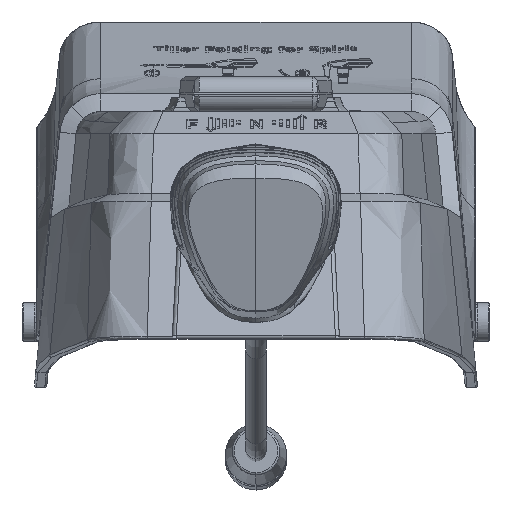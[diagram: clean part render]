
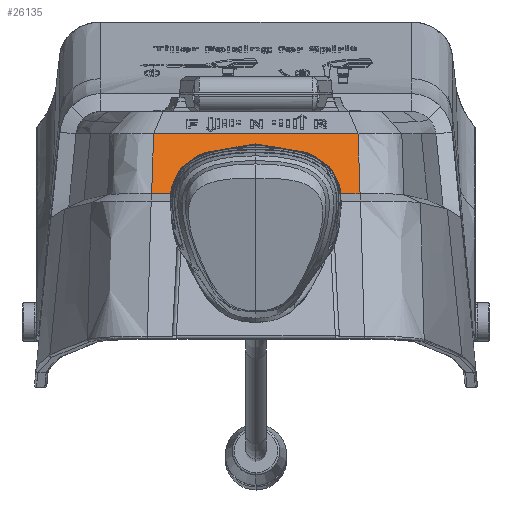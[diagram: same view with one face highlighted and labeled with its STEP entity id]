
A CAD part, front view. The second image highlights one B-rep face of the part: STEP entity #26135.
In plain terms, the highlighted planar face has unit normal (0, -0.921, 0.389).
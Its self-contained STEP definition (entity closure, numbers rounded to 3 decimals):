
#3878 = DIRECTION ( 'NONE',  ( -1., 0., 0. ) ) ;
#4259 = EDGE_CURVE ( 'NONE', #163896, #91218, #160647, .T. ) ;
#4863 = CARTESIAN_POINT ( 'NONE',  ( -11.412, -459.046, 14.145 ) ) ;
#5436 = CARTESIAN_POINT ( 'NONE',  ( 0.83, -457.459, 17.91 ) ) ;
#8630 = DIRECTION ( 'NONE',  ( -1., 0., 0. ) ) ;
#8771 = CARTESIAN_POINT ( 'NONE',  ( 16.752, -461.719, 7.82 ) ) ;
#14681 = VECTOR ( 'NONE', #8630, 1000. ) ;
#18033 = CARTESIAN_POINT ( 'NONE',  ( 5.996, -457.864, 16.95 ) ) ;
#18596 = CARTESIAN_POINT ( 'NONE',  ( -6.901, -457.999, 16.627 ) ) ;
#20308 = CARTESIAN_POINT ( 'NONE',  ( -5.666, -457.817, 17.058 ) ) ;
#20504 = CARTESIAN_POINT ( 'NONE',  ( -24.973, -455.545, 22.437 ) ) ;
#20612 = ORIENTED_EDGE ( 'NONE', *, *, #63138, .F. ) ;
#24355 = ORIENTED_EDGE ( 'NONE', *, *, #27769, .F. ) ;
#26135 = ADVANCED_FACE ( 'NONE', ( #35940 ), #45117, .F. ) ;
#27769 = EDGE_CURVE ( 'NONE', #108584, #162175, #115633, .T. ) ;
#27979 = B_SPLINE_CURVE_WITH_KNOTS ( 'NONE', 3,
 ( #151690, #74081, #152804, #87829 ),
 .UNSPECIFIED., .F., .F.,
 ( 4, 4 ),
 ( 0., 0.016 ),
 .UNSPECIFIED. ) ;
#31205 = CARTESIAN_POINT ( 'NONE',  ( 10.63, -458.838, 14.644 ) ) ;
#32330 = CARTESIAN_POINT ( 'NONE',  ( -15.023, -460.539, 10.607 ) ) ;
#32493 = ORIENTED_EDGE ( 'NONE', *, *, #4259, .T. ) ;
#32538 = ORIENTED_EDGE ( 'NONE', *, *, #36305, .T. ) ;
#33453 = CARTESIAN_POINT ( 'NONE',  ( 8.397, -458.283, 15.96 ) ) ;
#33689 = CARTESIAN_POINT ( 'NONE',  ( 24.917, -455.551, 22.437 ) ) ;
#34008 = CARTESIAN_POINT ( 'NONE',  ( 16.752, -461.719, 7.82 ) ) ;
#35940 = FACE_OUTER_BOUND ( 'NONE', #72581, .T. ) ;
#36305 = EDGE_CURVE ( 'NONE', #97429, #162175, #27979, .T. ) ;
#39003 = ORIENTED_EDGE ( 'NONE', *, *, #77071, .T. ) ;
#42962 = VERTEX_POINT ( 'NONE', #8771 ) ;
#44388 = CARTESIAN_POINT ( 'NONE',  ( 11.328, -459.048, 14.147 ) ) ;
#45117 = PLANE ( 'NONE',  #133965 ) ;
#45519 = CARTESIAN_POINT ( 'NONE',  ( -13.34, -459.752, 12.473 ) ) ;
#46621 = CARTESIAN_POINT ( 'NONE',  ( -14.498, -460.267, 11.252 ) ) ;
#47200 = CARTESIAN_POINT ( 'NONE',  ( 14.942, -460.539, 10.616 ) ) ;
#52959 = ORIENTED_EDGE ( 'NONE', *, *, #84857, .T. ) ;
#54306 = CARTESIAN_POINT ( 'NONE',  ( 25.426, -461.72, 7.82 ) ) ;
#56229 = VECTOR ( 'NONE', #136631, 1000. ) ;
#57559 = CARTESIAN_POINT ( 'NONE',  ( 12.651, -459.497, 13.084 ) ) ;
#58119 = CARTESIAN_POINT ( 'NONE',  ( -0.271, -457.459, 17.909 ) ) ;
#59238 = CARTESIAN_POINT ( 'NONE',  ( 1.704, -457.484, 17.85 ) ) ;
#59824 = CARTESIAN_POINT ( 'NONE',  ( -9.267, -458.46, 15.534 ) ) ;
#60058 = CARTESIAN_POINT ( 'NONE',  ( 25.265, -459.664, 12.692 ) ) ;
#60971 = CARTESIAN_POINT ( 'NONE',  ( 13.267, -459.74, 12.508 ) ) ;
#63138 = EDGE_CURVE ( 'NONE', #163896, #42962, #115987, .T. ) ;
#63618 = CARTESIAN_POINT ( 'NONE',  ( -16.81, -461.715, 7.82 ) ) ;
#66024 = CARTESIAN_POINT ( 'NONE',  ( -0.029, -461.717, 7.82 ) ) ;
#68637 = CARTESIAN_POINT ( 'NONE',  ( 34.502, -461.721, 7.82 ) ) ;
#70185 = CARTESIAN_POINT ( 'NONE',  ( -0.492, -457.461, 17.904 ) ) ;
#70754 = CARTESIAN_POINT ( 'NONE',  ( -3.559, -457.59, 17.598 ) ) ;
#71298 = CARTESIAN_POINT ( 'NONE',  ( 4.723, -457.714, 17.306 ) ) ;
#71542 = CARTESIAN_POINT ( 'NONE',  ( 25.095, -457.607, 17.565 ) ) ;
#72436 = CARTESIAN_POINT ( 'NONE',  ( 4.295, -457.669, 17.412 ) ) ;
#72581 = EDGE_LOOP ( 'NONE', ( #32493, #39003, #32538, #24355, #52959, #20612 ) ) ;
#73251 = CARTESIAN_POINT ( 'NONE',  ( 25.426, -461.72, 7.82 ) ) ;
#73919 = CARTESIAN_POINT ( 'NONE',  ( -0.028, -455.548, 22.437 ) ) ;
#74081 = CARTESIAN_POINT ( 'NONE',  ( -25.152, -457.601, 17.565 ) ) ;
#77071 = EDGE_CURVE ( 'NONE', #91218, #97429, #155900, .T. ) ;
#83028 = CARTESIAN_POINT ( 'NONE',  ( -0.029, -461.717, 7.82 ) ) ;
#84467 = CARTESIAN_POINT ( 'NONE',  ( -12.398, -459.387, 13.337 ) ) ;
#84857 = EDGE_CURVE ( 'NONE', #108584, #42962, #133258, .T. ) ;
#85597 = CARTESIAN_POINT ( 'NONE',  ( 3.004, -457.56, 17.67 ) ) ;
#87829 = CARTESIAN_POINT ( 'NONE',  ( -25.484, -461.714, 7.82 ) ) ;
#90992 = CARTESIAN_POINT ( 'NONE',  ( 24.917, -455.551, 22.437 ) ) ;
#91218 = VERTEX_POINT ( 'NONE', #90992 ) ;
#96548 = CARTESIAN_POINT ( 'NONE',  ( 3.436, -457.592, 17.595 ) ) ;
#97429 = VERTEX_POINT ( 'NONE', #20504 ) ;
#98763 = CARTESIAN_POINT ( 'NONE',  ( -16.42, -461.405, 8.554 ) ) ;
#99344 = CARTESIAN_POINT ( 'NONE',  ( 16.362, -461.409, 8.554 ) ) ;
#105492 = DIRECTION ( 'NONE',  ( -1., 0., 0. ) ) ;
#108584 = VERTEX_POINT ( 'NONE', #63618 ) ;
#109577 = CARTESIAN_POINT ( 'NONE',  ( 10.269, -458.738, 14.882 ) ) ;
#110144 = CARTESIAN_POINT ( 'NONE',  ( -15.984, -461.108, 9.258 ) ) ;
#111265 = CARTESIAN_POINT ( 'NONE',  ( -8.506, -458.291, 15.935 ) ) ;
#111826 = CARTESIAN_POINT ( 'NONE',  ( 6.814, -457.989, 16.655 ) ) ;
#114683 = CARTESIAN_POINT ( 'NONE',  ( 14.13, -460.129, 11.586 ) ) ;
#115633 = LINE ( 'NONE', #83028, #56229 ) ;
#115987 = LINE ( 'NONE', #66024, #169034 ) ;
#122733 = CARTESIAN_POINT ( 'NONE',  ( 4.081, -457.649, 17.46 ) ) ;
#123857 = CARTESIAN_POINT ( 'NONE',  ( -2.257, -457.512, 17.782 ) ) ;
#124428 = CARTESIAN_POINT ( 'NONE',  ( -0.934, -457.467, 17.888 ) ) ;
#124983 = CARTESIAN_POINT ( 'NONE',  ( 9.162, -458.451, 15.561 ) ) ;
#133258 = B_SPLINE_CURVE_WITH_KNOTS ( 'NONE', 3,
 ( #146142, #98763, #110144, #32330, #46621, #136391, #45519, #137512, #84467, #4863, #148902, #59824, #111265, #149475, #18596, #136954, #20308, #161557, #70754, #123857, #163791, #162117, #124428, #70185, #58119, #5436, #59238, #85597, #96548, #122733, #72436, #71298, #162668, #18033, #111826, #33453, #124983, #109577, #31205, #44388, #135831, #57559, #60971, #114683, #165497, #47200, #152860, #140926, #99344, #34008 ),
 .UNSPECIFIED., .F., .F.,
 ( 4, 2, 2, 2, 2, 2, 2, 2, 2, 2, 2, 2, 2, 2, 2, 2, 2, 2, 2, 2, 2, 2, 2, 2, 4 ),
 ( 0., 0.003, 0.005, 0.007, 0.008, 0.011, 0.013, 0.014, 0.016, 0.018, 0.02, 0.02, 0.021, 0.024, 0.025, 0.026, 0.026, 0.029, 0.032, 0.033, 0.034, 0.037, 0.038, 0.039, 0.042 ),
 .UNSPECIFIED. ) ;
#133965 = AXIS2_PLACEMENT_3D ( 'NONE', #68637, #134303, #3878 ) ;
#134303 = DIRECTION ( 'NONE',  ( 0., 0.921, -0.389 ) ) ;
#135831 = CARTESIAN_POINT ( 'NONE',  ( 11.666, -459.157, 13.889 ) ) ;
#136391 = CARTESIAN_POINT ( 'NONE',  ( -13.639, -459.878, 12.173 ) ) ;
#136631 = DIRECTION ( 'NONE',  ( -1., 0., 0. ) ) ;
#136954 = CARTESIAN_POINT ( 'NONE',  ( -6.08, -457.874, 16.924 ) ) ;
#137512 = CARTESIAN_POINT ( 'NONE',  ( -12.719, -459.506, 13.055 ) ) ;
#139666 = CARTESIAN_POINT ( 'NONE',  ( -25.484, -461.714, 7.82 ) ) ;
#140926 = CARTESIAN_POINT ( 'NONE',  ( 15.924, -461.11, 9.262 ) ) ;
#146142 = CARTESIAN_POINT ( 'NONE',  ( -16.81, -461.715, 7.82 ) ) ;
#148902 = CARTESIAN_POINT ( 'NONE',  ( -10.72, -458.838, 14.639 ) ) ;
#149475 = CARTESIAN_POINT ( 'NONE',  ( -7.309, -458.068, 16.464 ) ) ;
#151690 = CARTESIAN_POINT ( 'NONE',  ( -24.973, -455.545, 22.437 ) ) ;
#152804 = CARTESIAN_POINT ( 'NONE',  ( -25.322, -459.658, 12.692 ) ) ;
#152860 = CARTESIAN_POINT ( 'NONE',  ( 15.196, -460.68, 10.282 ) ) ;
#155900 = LINE ( 'NONE', #73919, #14681 ) ;
#160647 = B_SPLINE_CURVE_WITH_KNOTS ( 'NONE', 3,
 ( #73251, #60058, #71542, #33689 ),
 .UNSPECIFIED., .F., .F.,
 ( 4, 4 ),
 ( 0.021, 0.037 ),
 .UNSPECIFIED. ) ;
#161557 = CARTESIAN_POINT ( 'NONE',  ( -4.411, -457.666, 17.417 ) ) ;
#162117 = CARTESIAN_POINT ( 'NONE',  ( -1.156, -457.472, 17.876 ) ) ;
#162175 = VERTEX_POINT ( 'NONE', #139666 ) ;
#162668 = CARTESIAN_POINT ( 'NONE',  ( 4.937, -457.738, 17.25 ) ) ;
#163791 = CARTESIAN_POINT ( 'NONE',  ( -1.819, -457.492, 17.829 ) ) ;
#163896 = VERTEX_POINT ( 'NONE', #54306 ) ;
#165497 = CARTESIAN_POINT ( 'NONE',  ( 14.408, -460.263, 11.268 ) ) ;
#169034 = VECTOR ( 'NONE', #105492, 1000. ) ;
